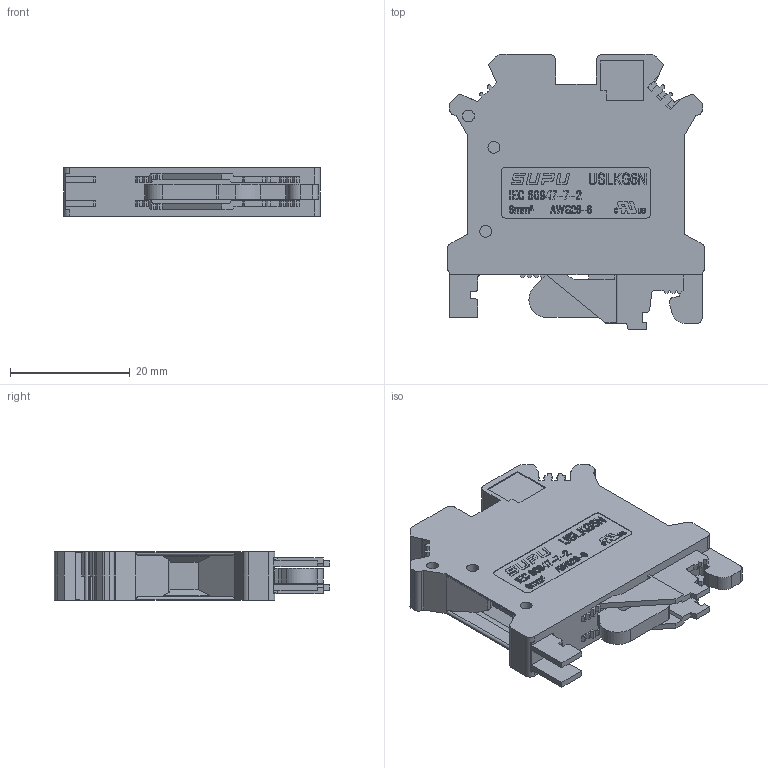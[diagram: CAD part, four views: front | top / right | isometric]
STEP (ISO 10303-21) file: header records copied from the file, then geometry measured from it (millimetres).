
FILE_DESCRIPTION(/* description */ (''),/* implementation_level */ '2;1');
FILE_NAME(/* name */ '306903.stp',/* time_stamp */ '2022-04-29T16:41:37+08:00',/* author */ (''),/* organization */ (''),/* preprocessor_version */ 'ST-DEVELOPER v16.7',/* originating_system */ 'SIEMENS PLM Software NX 12.0',/* authorisation */ '');
FILE_SCHEMA (('AP203_CONFIGURATION_CONTROLLED_3D_DESIGN_OF_MECHANICAL_PARTS_AND_ASSEMBLIES_MIM_LF { 1 0 10303 403 2 1 2}'));
Products named in the file (1): _model1
Bounding box: 42.9 x 45.99 x 8.1 mm (x, y, z)
Volume: 10030.9 mm3; surface area: 6376.1 mm2
Topology: 1 solids, 5 shells, 1387 faces, 3768 edges, 2505 vertices
Faces by surface type: plane 1120, bspline 170, cylinder 94, sphere 2, torus 1
Full cylindrical faces by diameter (mm): 2 x6, 5.6 x2, 5.7 x1
Entity records: 62567 total; most frequent: CARTESIAN_POINT 28450, ORIENTED_EDGE 7512, DIRECTION 6048, EDGE_CURVE 3756, LINE 3198, VECTOR 3198, VERTEX_POINT 2502, EDGE_LOOP 1520
